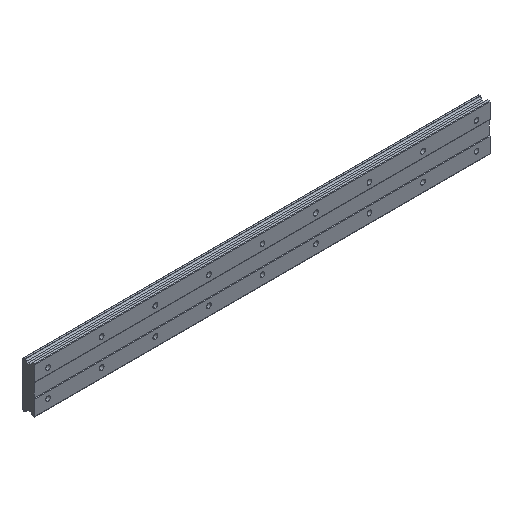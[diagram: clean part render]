
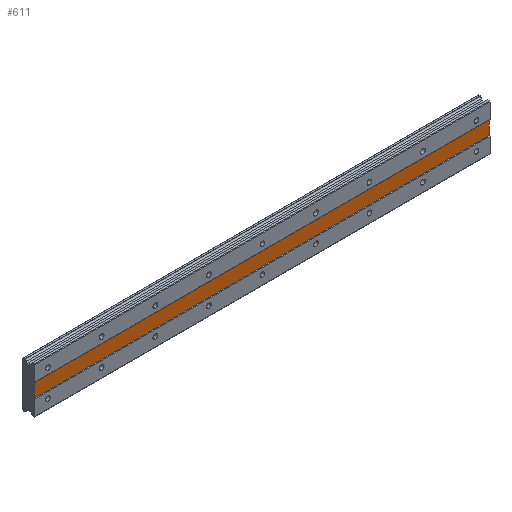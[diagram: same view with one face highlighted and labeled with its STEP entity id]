
A CAD part, isometric view. The second image highlights one B-rep face of the part: STEP entity #611.
In plain terms, the highlighted planar face has unit normal (0, -1, 0).
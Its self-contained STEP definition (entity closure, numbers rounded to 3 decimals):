
#220 = CARTESIAN_POINT ( 'NONE',  ( -20., 1., 10. ) ) ;
#351 = ORIENTED_EDGE ( 'NONE', *, *, #892, .T. ) ;
#513 = VECTOR ( 'NONE', #2305, 1000. ) ;
#580 = CARTESIAN_POINT ( 'NONE',  ( -20., 1., -10. ) ) ;
#611 = ADVANCED_FACE ( 'NONE', ( #1602 ), #2258, .F. ) ;
#766 = DIRECTION ( 'NONE',  ( 0., 0., -1. ) ) ;
#892 = EDGE_CURVE ( 'NONE', #2743, #1267, #2900, .T. ) ;
#1003 = DIRECTION ( 'NONE',  ( 0., 1., 0. ) ) ;
#1251 = DIRECTION ( 'NONE',  ( -1., 0., 0. ) ) ;
#1267 = VERTEX_POINT ( 'NONE', #220 ) ;
#1301 = EDGE_CURVE ( 'NONE', #1267, #3177, #1383, .T. ) ;
#1357 = ORIENTED_EDGE ( 'NONE', *, *, #3723, .F. ) ;
#1383 = LINE ( 'NONE', #2598, #2825 ) ;
#1423 = CARTESIAN_POINT ( 'NONE',  ( 660., 1., 10. ) ) ;
#1490 = EDGE_CURVE ( 'NONE', #3811, #3177, #1540, .T. ) ;
#1540 = LINE ( 'NONE', #2732, #3648 ) ;
#1600 = VECTOR ( 'NONE', #766, 1000. ) ;
#1602 = FACE_OUTER_BOUND ( 'NONE', #3194, .T. ) ;
#1637 = DIRECTION ( 'NONE',  ( 0., 0., 1. ) ) ;
#2014 = DIRECTION ( 'NONE',  ( 0., 0., -1. ) ) ;
#2076 = ORIENTED_EDGE ( 'NONE', *, *, #1301, .T. ) ;
#2117 = ORIENTED_EDGE ( 'NONE', *, *, #1490, .F. ) ;
#2258 = PLANE ( 'NONE',  #2503 ) ;
#2305 = DIRECTION ( 'NONE',  ( -1., 0., 0. ) ) ;
#2503 = AXIS2_PLACEMENT_3D ( 'NONE', #3086, #1003, #1637 ) ;
#2598 = CARTESIAN_POINT ( 'NONE',  ( -20., 1., 34.482 ) ) ;
#2732 = CARTESIAN_POINT ( 'NONE',  ( 660., 1., -10. ) ) ;
#2743 = VERTEX_POINT ( 'NONE', #1423 ) ;
#2825 = VECTOR ( 'NONE', #2014, 1000. ) ;
#2900 = LINE ( 'NONE', #3808, #513 ) ;
#3086 = CARTESIAN_POINT ( 'NONE',  ( 660., 1., 10. ) ) ;
#3177 = VERTEX_POINT ( 'NONE', #580 ) ;
#3194 = EDGE_LOOP ( 'NONE', ( #2117, #1357, #351, #2076 ) ) ;
#3443 = LINE ( 'NONE', #3757, #1600 ) ;
#3648 = VECTOR ( 'NONE', #1251, 1000. ) ;
#3723 = EDGE_CURVE ( 'NONE', #2743, #3811, #3443, .T. ) ;
#3757 = CARTESIAN_POINT ( 'NONE',  ( 660., 1., 34.482 ) ) ;
#3808 = CARTESIAN_POINT ( 'NONE',  ( 660., 1., 10. ) ) ;
#3811 = VERTEX_POINT ( 'NONE', #3819 ) ;
#3819 = CARTESIAN_POINT ( 'NONE',  ( 660., 1., -10. ) ) ;
